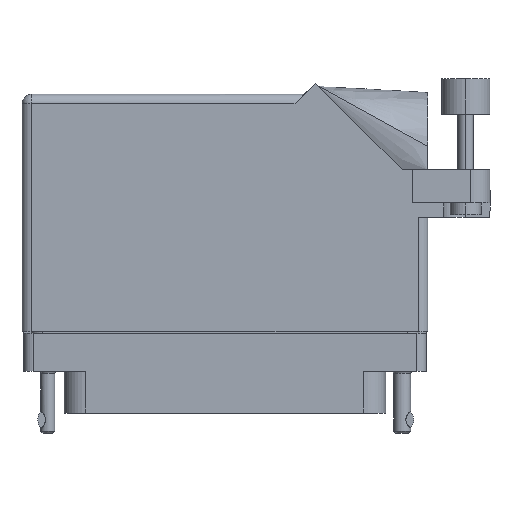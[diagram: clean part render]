
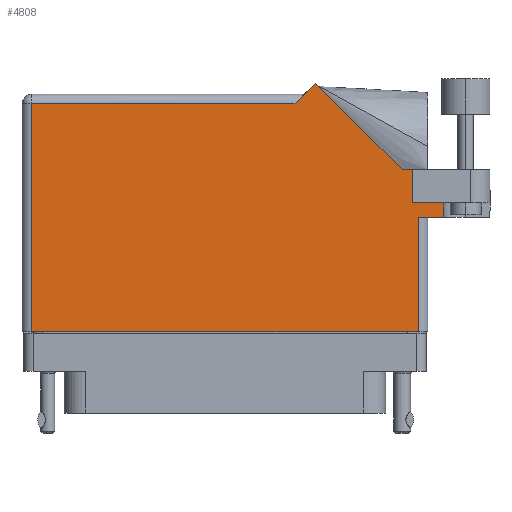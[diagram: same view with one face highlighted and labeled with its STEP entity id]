
A CAD part, front view. The second image highlights one B-rep face of the part: STEP entity #4808.
In plain terms, the highlighted face is planar.
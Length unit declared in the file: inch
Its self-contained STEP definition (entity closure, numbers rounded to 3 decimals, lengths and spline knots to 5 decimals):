
#202 = LINE ( 'NONE', #30256, #36516 ) ;
#2870 = DIRECTION ( 'NONE',  ( -0.707, -0.707, 0. ) ) ;
#3216 = CARTESIAN_POINT ( 'NONE',  ( -1.244, 1.368, 0.455 ) ) ;
#4808 = ADVANCED_FACE ( 'NONE', ( #13310 ), #54639, .F. ) ;
#6085 = LINE ( 'NONE', #30574, #38714 ) ;
#6480 = VECTOR ( 'NONE', #16958, 39.37008 ) ;
#6603 = ORIENTED_EDGE ( 'NONE', *, *, #14918, .F. ) ;
#8229 = DIRECTION ( 'NONE',  ( -1., 0., 0. ) ) ;
#10315 = EDGE_CURVE ( 'NONE', #30644, #26711, #17270, .T. ) ;
#11741 = ORIENTED_EDGE ( 'NONE', *, *, #19587, .T. ) ;
#11800 = ORIENTED_EDGE ( 'NONE', *, *, #40720, .T. ) ;
#12071 = VECTOR ( 'NONE', #39059, 39.37008 ) ;
#12214 = EDGE_CURVE ( 'NONE', #26711, #41977, #16982, .T. ) ;
#12814 = VECTOR ( 'NONE', #35719, 39.37008 ) ;
#13310 = FACE_OUTER_BOUND ( 'NONE', #39246, .T. ) ;
#13818 = LINE ( 'NONE', #22370, #6480 ) ;
#13925 = CARTESIAN_POINT ( 'NONE',  ( 1.14042, 0.944, 0.455 ) ) ;
#14047 = CARTESIAN_POINT ( 'NONE',  ( 1.4075, 1.06177, 0.455 ) ) ;
#14918 = EDGE_CURVE ( 'NONE', #38965, #51354, #28577, .T. ) ;
#15953 = VECTOR ( 'NONE', #37290, 39.37008 ) ;
#16958 = DIRECTION ( 'NONE',  ( 1., 0., 0. ) ) ;
#16982 = LINE ( 'NONE', #54828, #24425 ) ;
#17270 = LINE ( 'NONE', #22063, #12814 ) ;
#18982 = CARTESIAN_POINT ( 'NONE',  ( 1.206, 0.731, 0.455 ) ) ;
#19285 = EDGE_CURVE ( 'NONE', #44504, #38965, #6085, .T. ) ;
#19429 = VERTEX_POINT ( 'NONE', #3216 ) ;
#19587 = EDGE_CURVE ( 'NONE', #44504, #54002, #43071, .T. ) ;
#20397 = VERTEX_POINT ( 'NONE', #51851 ) ;
#21836 = CARTESIAN_POINT ( 'NONE',  ( 1.706, 0.944, 0.455 ) ) ;
#22063 = CARTESIAN_POINT ( 'NONE',  ( 1.14042, 0.944, 0.455 ) ) ;
#22370 = CARTESIAN_POINT ( 'NONE',  ( -1.306, -0.1, 0.455 ) ) ;
#23181 = LINE ( 'NONE', #39258, #12071 ) ;
#23381 = VERTEX_POINT ( 'NONE', #46518 ) ;
#24270 = CARTESIAN_POINT ( 'NONE',  ( 0.451, 1.368, 0.455 ) ) ;
#24425 = VECTOR ( 'NONE', #2870, 39.37008 ) ;
#25806 = ORIENTED_EDGE ( 'NONE', *, *, #41750, .T. ) ;
#25995 = ORIENTED_EDGE ( 'NONE', *, *, #19285, .F. ) ;
#26711 = VERTEX_POINT ( 'NONE', #33138 ) ;
#28577 = LINE ( 'NONE', #14047, #15953 ) ;
#30256 = CARTESIAN_POINT ( 'NONE',  ( 1.306, 0.637, 0.455 ) ) ;
#30432 = VECTOR ( 'NONE', #40660, 39.37008 ) ;
#30453 = DIRECTION ( 'NONE',  ( 1., 0., 0. ) ) ;
#30574 = CARTESIAN_POINT ( 'NONE',  ( 1.206, 0.731, 0.455 ) ) ;
#30644 = VERTEX_POINT ( 'NONE', #13925 ) ;
#30657 = EDGE_CURVE ( 'NONE', #20397, #23381, #50356, .T. ) ;
#31960 = LINE ( 'NONE', #21836, #30432 ) ;
#32148 = EDGE_CURVE ( 'NONE', #19429, #36647, #47981, .T. ) ;
#32781 = CARTESIAN_POINT ( 'NONE',  ( 1.244, 0.637, 0.455 ) ) ;
#32873 = EDGE_CURVE ( 'NONE', #36647, #20397, #13818, .T. ) ;
#33138 = CARTESIAN_POINT ( 'NONE',  ( 0.58371, 1.50071, 0.455 ) ) ;
#34903 = CARTESIAN_POINT ( 'NONE',  ( -1.244, -0.1, 0.455 ) ) ;
#34911 = CARTESIAN_POINT ( 'NONE',  ( -1.244, -0.1, 0.455 ) ) ;
#35347 = CARTESIAN_POINT ( 'NONE',  ( 1.206, 0.944, 0.455 ) ) ;
#35570 = VECTOR ( 'NONE', #61404, 39.37008 ) ;
#35719 = DIRECTION ( 'NONE',  ( -0.707, 0.707, 0. ) ) ;
#35801 = DIRECTION ( 'NONE',  ( 0., 0., -1. ) ) ;
#36516 = VECTOR ( 'NONE', #30453, 39.37008 ) ;
#36647 = VERTEX_POINT ( 'NONE', #34911 ) ;
#37290 = DIRECTION ( 'NONE',  ( 0., -1., 0. ) ) ;
#38714 = VECTOR ( 'NONE', #44264, 39.37008 ) ;
#38965 = VERTEX_POINT ( 'NONE', #54904 ) ;
#39059 = DIRECTION ( 'NONE',  ( -1., 0., 0. ) ) ;
#39246 = EDGE_LOOP ( 'NONE', ( #48221, #54101, #41128, #6603, #25995, #11741, #25806, #55008, #49173, #11800, #48900 ) ) ;
#39258 = CARTESIAN_POINT ( 'NONE',  ( -1.306, 1.368, 0.455 ) ) ;
#40660 = DIRECTION ( 'NONE',  ( -1., 0., 0. ) ) ;
#40720 = EDGE_CURVE ( 'NONE', #41977, #19429, #23181, .T. ) ;
#41128 = ORIENTED_EDGE ( 'NONE', *, *, #47669, .T. ) ;
#41750 = EDGE_CURVE ( 'NONE', #54002, #30644, #31960, .T. ) ;
#41977 = VERTEX_POINT ( 'NONE', #24270 ) ;
#43071 = LINE ( 'NONE', #57993, #55648 ) ;
#44264 = DIRECTION ( 'NONE',  ( 1., 0., 0. ) ) ;
#44504 = VERTEX_POINT ( 'NONE', #18982 ) ;
#44693 = CARTESIAN_POINT ( 'NONE',  ( 1.4075, 0.637, 0.455 ) ) ;
#46518 = CARTESIAN_POINT ( 'NONE',  ( 1.244, 0.637, 0.455 ) ) ;
#47669 = EDGE_CURVE ( 'NONE', #23381, #51354, #202, .T. ) ;
#47981 = LINE ( 'NONE', #34903, #53135 ) ;
#48221 = ORIENTED_EDGE ( 'NONE', *, *, #32873, .T. ) ;
#48900 = ORIENTED_EDGE ( 'NONE', *, *, #32148, .T. ) ;
#49173 = ORIENTED_EDGE ( 'NONE', *, *, #12214, .T. ) ;
#50356 = LINE ( 'NONE', #32781, #35570 ) ;
#51354 = VERTEX_POINT ( 'NONE', #44693 ) ;
#51851 = CARTESIAN_POINT ( 'NONE',  ( 1.244, -0.1, 0.455 ) ) ;
#53109 = AXIS2_PLACEMENT_3D ( 'NONE', #59396, #35801, #8229 ) ;
#53135 = VECTOR ( 'NONE', #54114, 39.37008 ) ;
#54002 = VERTEX_POINT ( 'NONE', #35347 ) ;
#54101 = ORIENTED_EDGE ( 'NONE', *, *, #30657, .T. ) ;
#54114 = DIRECTION ( 'NONE',  ( 0., -1., 0. ) ) ;
#54639 = PLANE ( 'NONE',  #53109 ) ;
#54828 = CARTESIAN_POINT ( 'NONE',  ( 0.513, 1.43, 0.455 ) ) ;
#54904 = CARTESIAN_POINT ( 'NONE',  ( 1.4075, 0.731, 0.455 ) ) ;
#55008 = ORIENTED_EDGE ( 'NONE', *, *, #10315, .T. ) ;
#55648 = VECTOR ( 'NONE', #57402, 39.37008 ) ;
#57402 = DIRECTION ( 'NONE',  ( 0., 1., 0. ) ) ;
#57993 = CARTESIAN_POINT ( 'NONE',  ( 1.206, 0.731, 0.455 ) ) ;
#59396 = CARTESIAN_POINT ( 'NONE',  ( -1.306, 1.43, 0.455 ) ) ;
#61404 = DIRECTION ( 'NONE',  ( 0., 1., 0. ) ) ;
